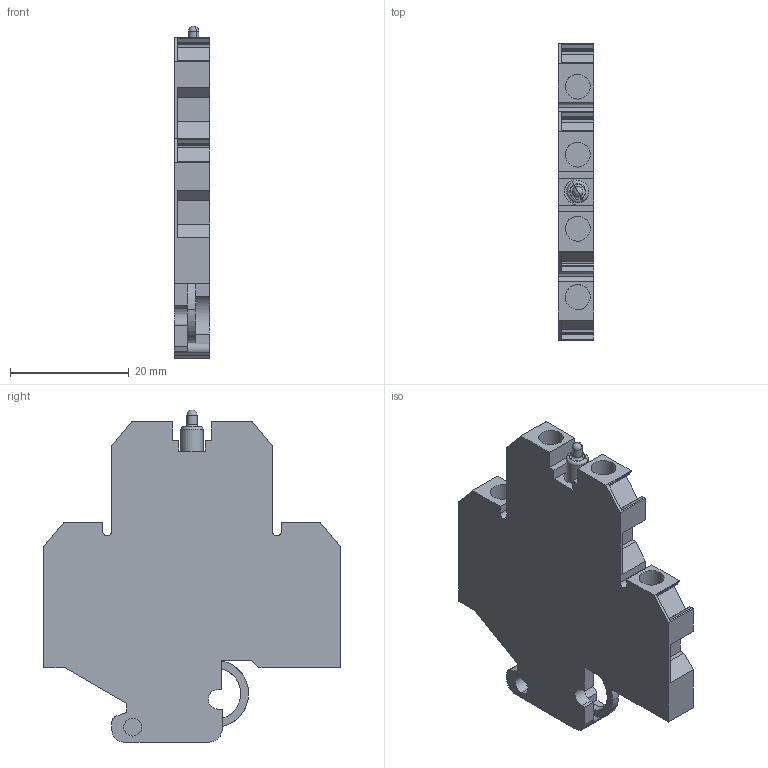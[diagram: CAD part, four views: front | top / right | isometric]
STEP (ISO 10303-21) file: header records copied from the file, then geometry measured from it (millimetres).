
FILE_DESCRIPTION(('CATIA V5R24 STEP','CAx-IF Rec.Pracs.--- Model Styling and Organization---1.2---2011-12-15'),'2;1');
FILE_NAME ('D1446039_0', '2017-01-13T12:31:54+00:00', ('Weidmueller Interface'), ('Weidmueller'), 'CATIA Version 5-6 Release 2014 SP4 HF52', 'CATIA V5 STEP AP214', 'none');
FILE_SCHEMA(('AUTOMOTIVE_DESIGN { 1 0 10303 214 1 1 1 1 }'));
Length unit declared in the file: millimetre
Products named in the file (1): v5-standard_part
Bounding box: 6 x 50 x 56 mm (x, y, z)
Volume: 9767.2 mm3; surface area: 6115.3 mm2
Topology: 2 solids, 2 shells, 188 faces, 521 edges, 345 vertices
Faces by surface type: plane 138, cylinder 42, torus 6, sphere 2
Entity records: 6500 total; most frequent: CARTESIAN_POINT 1559, ORIENTED_EDGE 1038, DIRECTION 855, EDGE_CURVE 519, VECTOR 416, LINE 416, VERTEX_POINT 345, AXIS2_PLACEMENT_3D 258
